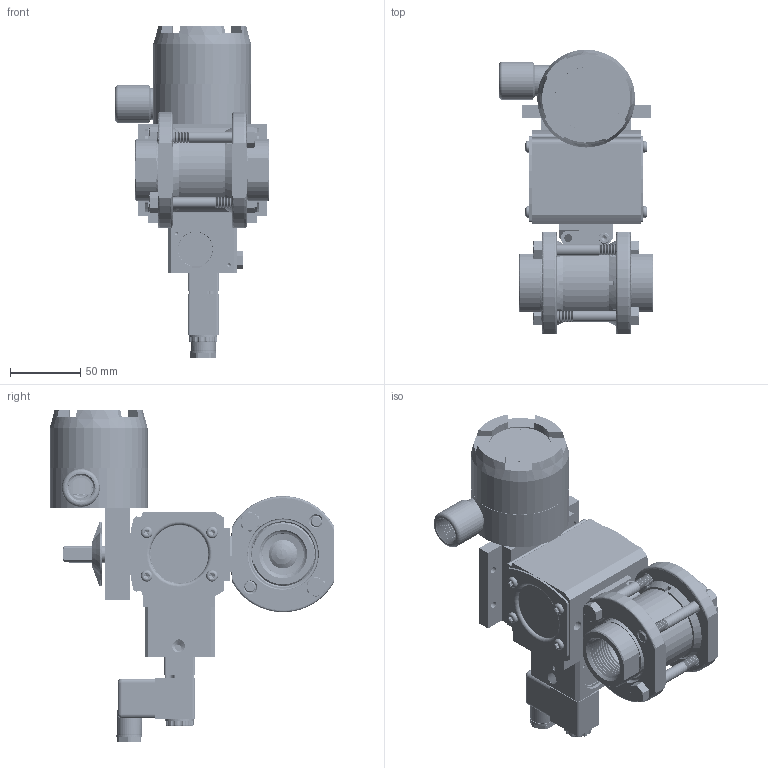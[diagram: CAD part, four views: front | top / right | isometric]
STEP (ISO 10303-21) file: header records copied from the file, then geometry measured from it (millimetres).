
FILE_DESCRIPTION (( 'STEP AP203' ), '1' );
FILE_NAME ('28XXSESA512D4GPDSLS.step', '2018-09-05T13:24:54', ( '' ), ( '' ), 'SwSTEP 2.0', 'SolidWorks 2018', '' );
FILE_SCHEMA (( 'CONFIG_CONTROL_DESIGN' ));
Products named in the file (1): 28XXSESA512D4GPDSLS
Bounding box: 109.49 x 201.99 x 235.74 mm (x, y, z)
Volume: 756453.5 mm3; surface area: 282425.9 mm2
Topology: 52 solids, 52 shells, 4686 faces, 12273 edges, 7653 vertices
Faces by surface type: cylinder 2061, cone 1442, plane 784, bspline 205, torus 188, sphere 6
Entity records: 231805 total; most frequent: CARTESIAN_POINT 120457, ORIENTED_EDGE 24182, DIRECTION 23332, EDGE_CURVE 12091, AXIS2_PLACEMENT_3D 9384, VERTEX_POINT 7649, EDGE_LOOP 5000, CIRCLE 4902
